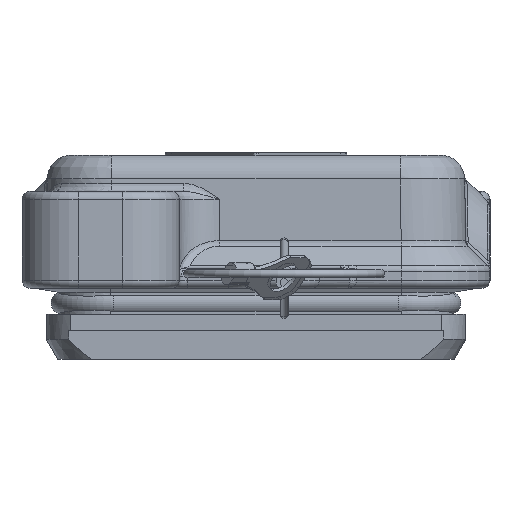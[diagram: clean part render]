
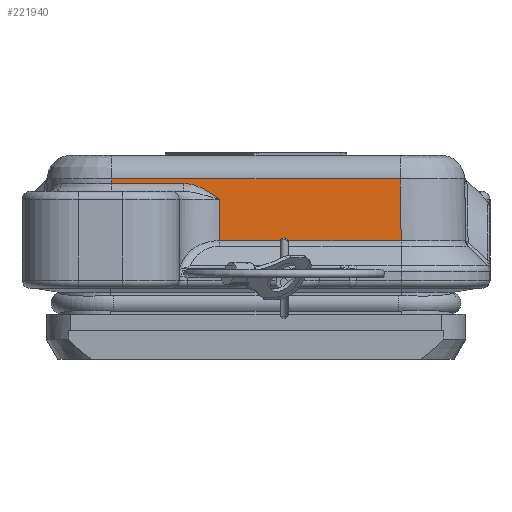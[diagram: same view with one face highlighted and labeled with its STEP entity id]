
A CAD part, left-side view. The second image highlights one B-rep face of the part: STEP entity #221940.
In plain terms, the highlighted face is planar.
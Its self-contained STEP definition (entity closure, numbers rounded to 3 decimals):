
#167900=CARTESIAN_POINT('',(184.244,-27.258,
-8.139));
#167910=VERTEX_POINT('',#167900);
#167940=CARTESIAN_POINT('',(184.244,-27.258,
-26.));
#167950=DIRECTION('',(0.,0.,-1.));
#167960=VECTOR('',#167950,1.);
#167970=LINE('',#167940,#167960);
#167980=CARTESIAN_POINT('',(184.244,-27.258,
-43.861));
#167990=VERTEX_POINT('',#167980);
#168000=EDGE_CURVE('',#167910,#167990,#167970,.T.);
#175890=CARTESIAN_POINT('',(184.289,-24.723,
-30.5));
#175900=VERTEX_POINT('',#175890);
#175930=CARTESIAN_POINT('',(184.482,-13.619,
-30.5));
#175940=DIRECTION('',(0.017,1.,0.));
#175950=VECTOR('',#175940,1.);
#175960=LINE('',#175930,#175950);
#175970=CARTESIAN_POINT('',(184.378,-19.61,
-30.5));
#175980=VERTEX_POINT('',#175970);
#175990=EDGE_CURVE('',#175900,#175980,#175960,.T.);
#186590=CARTESIAN_POINT('',(184.378,-19.61,
-8.006));
#186600=VERTEX_POINT('',#186590);
#186850=CARTESIAN_POINT('',(184.378,-19.61,
-30.5));
#186860=CARTESIAN_POINT('',(184.378,-19.61,
-30.442));
#186870=CARTESIAN_POINT('',(184.378,-19.61,
-30.383));
#186880=CARTESIAN_POINT('',(184.378,-19.61,
-26.65));
#186890=CARTESIAN_POINT('',(184.378,-19.61,
-22.975));
#186900=CARTESIAN_POINT('',(184.378,-19.61,
-15.594));
#186910=CARTESIAN_POINT('',(184.378,-19.61,
-11.887));
#186920=CARTESIAN_POINT('',(184.378,-19.61,
-8.122));
#186930=CARTESIAN_POINT('',(184.378,-19.61,
-8.064));
#186940=CARTESIAN_POINT('',(184.378,-19.61,
-8.006));
#186950=B_SPLINE_CURVE_WITH_KNOTS('',3,(#186850,#186860,#186870,#186880,
#186890,#186900,#186910,#186920,#186930,#186940),.UNSPECIFIED.,.F.,.F.,(
4,2,2,2,4),(0.,0.175,11.2,22.319,
22.497),.UNSPECIFIED.);
#186960=EDGE_CURVE('',#175980,#186600,#186950,.T.);
#220700=CARTESIAN_POINT('',(184.254,-26.688,
-34.941));
#220710=VERTEX_POINT('',#220700);
#220740=CARTESIAN_POINT('',(184.289,-24.723,
-30.5));
#220750=CARTESIAN_POINT('',(184.289,-24.726,
-30.504));
#220760=CARTESIAN_POINT('',(184.288,-24.729,
-30.508));
#220770=CARTESIAN_POINT('',(184.288,-24.735,
-30.517));
#220780=CARTESIAN_POINT('',(184.288,-24.738,
-30.521));
#220790=CARTESIAN_POINT('',(184.288,-24.747,
-30.534));
#220800=CARTESIAN_POINT('',(184.288,-24.753,
-30.542));
#220810=CARTESIAN_POINT('',(184.288,-24.771,
-30.567));
#220820=CARTESIAN_POINT('',(184.288,-24.783,
-30.584));
#220830=CARTESIAN_POINT('',(184.287,-24.819,
-30.635));
#220840=CARTESIAN_POINT('',(184.287,-24.842,
-30.669));
#220850=CARTESIAN_POINT('',(184.285,-24.914,
-30.77));
#220860=CARTESIAN_POINT('',(184.284,-24.961,
-30.837));
#220870=CARTESIAN_POINT('',(184.283,-25.039,
-30.949));
#220880=CARTESIAN_POINT('',(184.283,-25.069,
-30.993));
#220890=CARTESIAN_POINT('',(184.281,-25.13,
-31.082));
#220900=CARTESIAN_POINT('',(184.281,-25.161,
-31.126));
#220910=CARTESIAN_POINT('',(184.279,-25.252,
-31.259));
#220920=CARTESIAN_POINT('',(184.278,-25.311,
-31.349));
#220930=CARTESIAN_POINT('',(184.277,-25.4,
-31.483));
#220940=CARTESIAN_POINT('',(184.276,-25.43,
-31.528));
#220950=CARTESIAN_POINT('',(184.275,-25.488,
-31.619));
#220960=CARTESIAN_POINT('',(184.275,-25.517,
-31.664));
#220970=CARTESIAN_POINT('',(184.274,-25.574,
-31.755));
#220980=CARTESIAN_POINT('',(184.273,-25.603,
-31.801));
#220990=CARTESIAN_POINT('',(184.272,-25.659,
-31.892));
#221000=CARTESIAN_POINT('',(184.272,-25.687,
-31.938));
#221010=CARTESIAN_POINT('',(184.271,-25.745,
-32.035));
#221020=CARTESIAN_POINT('',(184.27,-25.775,
-32.086));
#221030=CARTESIAN_POINT('',(184.269,-25.834,
-32.189));
#221040=CARTESIAN_POINT('',(184.269,-25.863,
-32.241));
#221050=CARTESIAN_POINT('',(184.268,-25.92,
-32.344));
#221060=CARTESIAN_POINT('',(184.267,-25.948,
-32.397));
#221070=CARTESIAN_POINT('',(184.266,-26.004,
-32.501));
#221080=CARTESIAN_POINT('',(184.266,-26.031,
-32.554));
#221090=CARTESIAN_POINT('',(184.265,-26.084,
-32.66));
#221100=CARTESIAN_POINT('',(184.264,-26.11,
-32.713));
#221110=CARTESIAN_POINT('',(184.264,-26.161,
-32.82));
#221120=CARTESIAN_POINT('',(184.263,-26.186,
-32.874));
#221130=CARTESIAN_POINT('',(184.262,-26.234,
-32.982));
#221140=CARTESIAN_POINT('',(184.262,-26.257,
-33.036));
#221150=CARTESIAN_POINT('',(184.261,-26.303,
-33.146));
#221160=CARTESIAN_POINT('',(184.261,-26.325,
-33.201));
#221170=CARTESIAN_POINT('',(184.26,-26.367,
-33.311));
#221180=CARTESIAN_POINT('',(184.26,-26.388,
-33.366));
#221190=CARTESIAN_POINT('',(184.259,-26.427,
-33.477));
#221200=CARTESIAN_POINT('',(184.259,-26.446,
-33.533));
#221210=CARTESIAN_POINT('',(184.258,-26.481,
-33.645));
#221220=CARTESIAN_POINT('',(184.258,-26.498,
-33.702));
#221230=CARTESIAN_POINT('',(184.257,-26.53,
-33.815));
#221240=CARTESIAN_POINT('',(184.257,-26.545,
-33.872));
#221250=CARTESIAN_POINT('',(184.256,-26.574,
-33.986));
#221260=CARTESIAN_POINT('',(184.256,-26.587,
-34.044));
#221270=CARTESIAN_POINT('',(184.256,-26.61,
-34.159));
#221280=CARTESIAN_POINT('',(184.255,-26.621,
-34.217));
#221290=CARTESIAN_POINT('',(184.255,-26.641,
-34.333));
#221300=CARTESIAN_POINT('',(184.255,-26.649,
-34.391));
#221310=CARTESIAN_POINT('',(184.255,-26.664,
-34.508));
#221320=CARTESIAN_POINT('',(184.255,-26.67,
-34.566));
#221330=CARTESIAN_POINT('',(184.255,-26.676,
-34.638));
#221340=CARTESIAN_POINT('',(184.254,-26.677,
-34.651));
#221350=CARTESIAN_POINT('',(184.254,-26.679,
-34.677));
#221360=CARTESIAN_POINT('',(184.254,-26.68,
-34.69));
#221370=CARTESIAN_POINT('',(184.254,-26.682,
-34.717));
#221380=CARTESIAN_POINT('',(184.254,-26.682,
-34.73));
#221390=CARTESIAN_POINT('',(184.254,-26.684,
-34.756));
#221400=CARTESIAN_POINT('',(184.254,-26.684,
-34.769));
#221410=CARTESIAN_POINT('',(184.254,-26.686,
-34.796));
#221420=CARTESIAN_POINT('',(184.254,-26.686,
-34.809));
#221430=CARTESIAN_POINT('',(184.254,-26.687,
-34.835));
#221440=CARTESIAN_POINT('',(184.254,-26.687,
-34.848));
#221450=CARTESIAN_POINT('',(184.254,-26.688,
-34.875));
#221460=CARTESIAN_POINT('',(184.254,-26.688,
-34.888));
#221470=CARTESIAN_POINT('',(184.254,-26.688,
-34.914));
#221480=CARTESIAN_POINT('',(184.254,-26.688,
-34.928));
#221490=CARTESIAN_POINT('',(184.254,-26.688,
-34.941));
#221500=B_SPLINE_CURVE_WITH_KNOTS('',3,(#220740,#220750,#220760,#220770,
#220780,#220790,#220800,#220810,#220820,#220830,#220840,#220850,#220860,
#220870,#220880,#220890,#220900,#220910,#220920,#220930,#220940,#220950,
#220960,#220970,#220980,#220990,#221000,#221010,#221020,#221030,#221040,
#221050,#221060,#221070,#221080,#221090,#221100,#221110,#221120,#221130,
#221140,#221150,#221160,#221170,#221180,#221190,#221200,#221210,#221220,
#221230,#221240,#221250,#221260,#221270,#221280,#221290,#221300,#221310,
#221320,#221330,#221340,#221350,#221360,#221370,#221380,#221390,#221400,
#221410,#221420,#221430,#221440,#221450,#221460,#221470,#221480,#221490)
,.UNSPECIFIED.,.F.,.F.,(4,2,2,2,2,2,2,2,2,2,2,2,2,2,2,2,2,2,2,2,2,2,2,2,
2,2,2,2,2,2,2,2,2,2,2,2,2,4),(0.,0.016,0.032,
0.063,0.127,0.254,0.507
,0.671,0.836,1.163,1.326,
1.489,1.651,1.812,1.989,
2.165,2.341,2.515,2.688,
2.86,3.03,3.2,3.367,
3.533,3.697,3.861,4.022,
4.182,4.341,4.498,4.533,
4.568,4.603,4.638,4.672,
4.707,4.742,4.777),.UNSPECIFIED.);
#221510=EDGE_CURVE('',#175900,#220710,#221500,.T.);
#221630=CARTESIAN_POINT('',(184.122,-34.279,
-25.903));
#221640=DIRECTION('',(-1.,0.017,0.));
#221650=DIRECTION('',(0.017,1.,0.));
#221660=AXIS2_PLACEMENT_3D('',#221630,#221640,#221650);
#221670=PLANE('',#221660);
#221680=ORIENTED_EDGE('',*,*,#175990,.T.);
#221690=ORIENTED_EDGE('',*,*,#221510,.F.);
#221700=CARTESIAN_POINT('',(184.254,-26.688,
-30.82));
#221710=DIRECTION('',(0.,0.,-1.));
#221720=VECTOR('',#221710,1.);
#221730=LINE('',#221700,#221720);
#221740=CARTESIAN_POINT('',(184.254,-26.688,
-43.871));
#221750=VERTEX_POINT('',#221740);
#221760=EDGE_CURVE('',#220710,#221750,#221730,.T.);
#221770=ORIENTED_EDGE('',*,*,#221760,.F.);
#221780=CARTESIAN_POINT('',(184.478,-13.845,
-44.095));
#221790=DIRECTION('',(-0.017,-1.,
0.017));
#221800=VECTOR('',#221790,1.);
#221810=LINE('',#221780,#221800);
#221820=EDGE_CURVE('',#221750,#167990,#221810,.T.);
#221830=ORIENTED_EDGE('',*,*,#221820,.F.);
#221840=ORIENTED_EDGE('',*,*,#168000,.T.);
#221850=CARTESIAN_POINT('',(184.478,-13.845,
-7.905));
#221860=DIRECTION('',(-0.017,-1.,
-0.017));
#221870=VECTOR('',#221860,1.);
#221880=LINE('',#221850,#221870);
#221890=EDGE_CURVE('',#186600,#167910,#221880,.T.);
#221900=ORIENTED_EDGE('',*,*,#221890,.T.);
#221910=ORIENTED_EDGE('',*,*,#186960,.T.);
#221920=EDGE_LOOP('',(#221910,#221900,#221840,#221830,#221770,#221690,
#221680));
#221930=FACE_OUTER_BOUND('',#221920,.T.);
#221940=ADVANCED_FACE('',(#221930),#221670,.F.);
